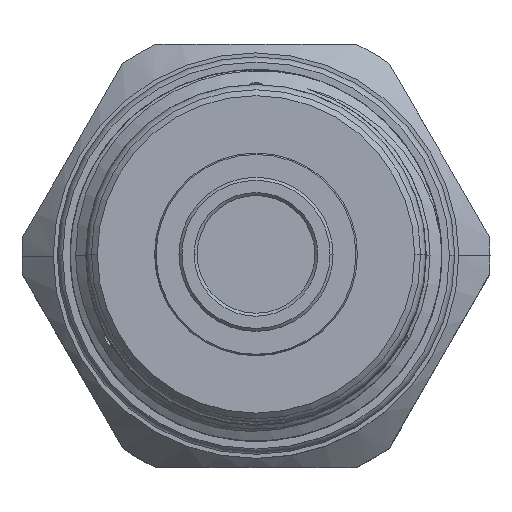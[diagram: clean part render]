
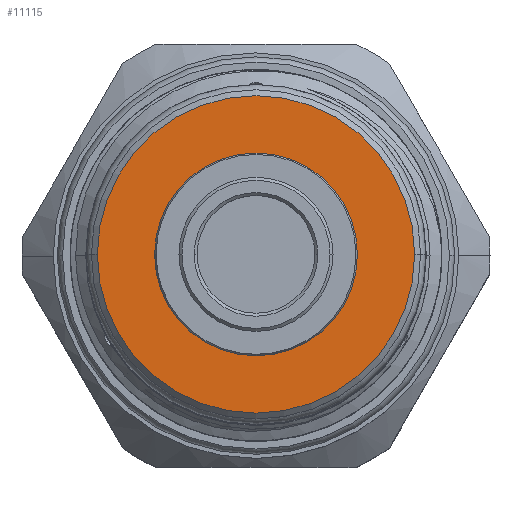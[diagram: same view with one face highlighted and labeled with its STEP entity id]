
A CAD part, top view. The second image highlights one B-rep face of the part: STEP entity #11115.
In plain terms, the highlighted planar face has unit normal (0, 0, 1).
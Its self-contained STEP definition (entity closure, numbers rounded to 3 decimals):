
#71 = DIRECTION ( 'NONE',  ( -1., 0., 0. ) ) ;
#712 = EDGE_CURVE ( 'NONE', #2543, #14201, #8747, .T. ) ;
#878 = CARTESIAN_POINT ( 'NONE',  ( 6.847, 0., 25.41 ) ) ;
#1482 = FACE_OUTER_BOUND ( 'NONE', #14016, .T. ) ;
#1572 = DIRECTION ( 'NONE',  ( 0., 0., 1. ) ) ;
#1948 = CARTESIAN_POINT ( 'NONE',  ( 10.715, 0., 25.41 ) ) ;
#2506 = CARTESIAN_POINT ( 'NONE',  ( 0., 0., 25.41 ) ) ;
#2543 = VERTEX_POINT ( 'NONE', #1948 ) ;
#2684 = CARTESIAN_POINT ( 'NONE',  ( 0., 0., 25.41 ) ) ;
#2821 = PLANE ( 'NONE',  #10002 ) ;
#2987 = EDGE_CURVE ( 'NONE', #14541, #15113, #3453, .T. ) ;
#3453 = CIRCLE ( 'NONE', #7065, 6.847 ) ;
#3489 = DIRECTION ( 'NONE',  ( 0., 0., 1. ) ) ;
#3523 = CIRCLE ( 'NONE', #7942, 6.847 ) ;
#3772 = DIRECTION ( 'NONE',  ( 0., 0., 1. ) ) ;
#4053 = DIRECTION ( 'NONE',  ( 0., 0., -1. ) ) ;
#4938 = AXIS2_PLACEMENT_3D ( 'NONE', #13956, #3489, #71 ) ;
#5045 = CARTESIAN_POINT ( 'NONE',  ( -10.715, 0., 25.41 ) ) ;
#6080 = DIRECTION ( 'NONE',  ( -1., 0., 0. ) ) ;
#6973 = ORIENTED_EDGE ( 'NONE', *, *, #10832, .F. ) ;
#7065 = AXIS2_PLACEMENT_3D ( 'NONE', #9721, #1572, #13387 ) ;
#7176 = DIRECTION ( 'NONE',  ( -1., 0., 0. ) ) ;
#7368 = DIRECTION ( 'NONE',  ( -1., 0., 0. ) ) ;
#7942 = AXIS2_PLACEMENT_3D ( 'NONE', #2684, #3772, #7176 ) ;
#8317 = CARTESIAN_POINT ( 'NONE',  ( -6.847, 0., 25.41 ) ) ;
#8535 = ORIENTED_EDGE ( 'NONE', *, *, #712, .T. ) ;
#8747 = CIRCLE ( 'NONE', #10858, 10.715 ) ;
#8799 = FACE_BOUND ( 'NONE', #12251, .T. ) ;
#9628 = DIRECTION ( 'NONE',  ( 0., 0., 1. ) ) ;
#9720 = ORIENTED_EDGE ( 'NONE', *, *, #2987, .F. ) ;
#9721 = CARTESIAN_POINT ( 'NONE',  ( 0., 0., 25.41 ) ) ;
#9759 = ORIENTED_EDGE ( 'NONE', *, *, #14315, .T. ) ;
#10002 = AXIS2_PLACEMENT_3D ( 'NONE', #13365, #4053, #7368 ) ;
#10832 = EDGE_CURVE ( 'NONE', #15113, #14541, #3523, .T. ) ;
#10858 = AXIS2_PLACEMENT_3D ( 'NONE', #2506, #9628, #6080 ) ;
#11115 = ADVANCED_FACE ( 'NONE', ( #8799, #1482 ), #2821, .F. ) ;
#12251 = EDGE_LOOP ( 'NONE', ( #9720, #6973 ) ) ;
#13365 = CARTESIAN_POINT ( 'NONE',  ( 0., 0., 25.41 ) ) ;
#13387 = DIRECTION ( 'NONE',  ( -1., 0., 0. ) ) ;
#13956 = CARTESIAN_POINT ( 'NONE',  ( 0., 0., 25.41 ) ) ;
#14016 = EDGE_LOOP ( 'NONE', ( #9759, #8535 ) ) ;
#14201 = VERTEX_POINT ( 'NONE', #5045 ) ;
#14219 = CIRCLE ( 'NONE', #4938, 10.715 ) ;
#14315 = EDGE_CURVE ( 'NONE', #14201, #2543, #14219, .T. ) ;
#14541 = VERTEX_POINT ( 'NONE', #8317 ) ;
#15113 = VERTEX_POINT ( 'NONE', #878 ) ;
